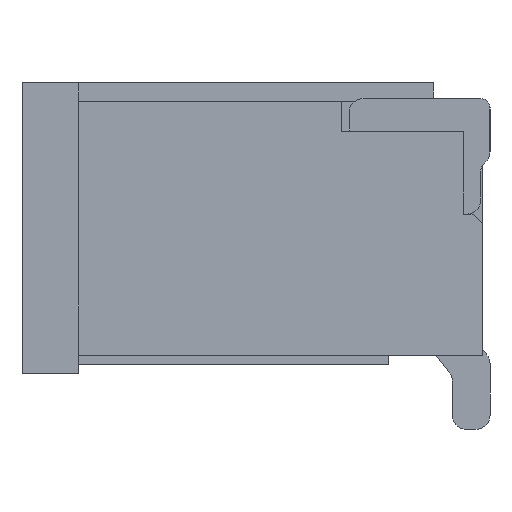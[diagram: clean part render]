
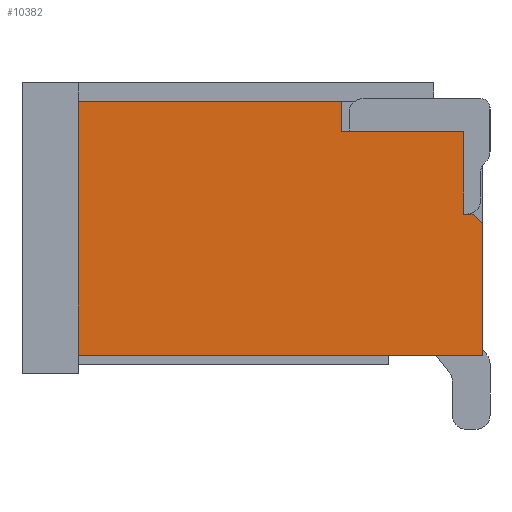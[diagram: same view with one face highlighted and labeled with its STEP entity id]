
A CAD part, left-side view. The second image highlights one B-rep face of the part: STEP entity #10382.
In plain terms, the highlighted planar face has unit normal (-1, 0, 0).
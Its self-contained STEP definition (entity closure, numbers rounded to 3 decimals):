
#213=DIRECTION('',(0.,0.,1.));
#214=VECTOR('',#213,2.7);
#215=CARTESIAN_POINT('',(-4.,2.15,-1.4));
#216=LINE('',#215,#214);
#417=DIRECTION('',(0.,-1.,0.));
#418=VECTOR('',#417,4.3);
#419=CARTESIAN_POINT('',(-4.,2.15,-1.4));
#420=LINE('',#419,#418);
#2895=DIRECTION('',(0.,1.,0.));
#2896=VECTOR('',#2895,2.8);
#2897=CARTESIAN_POINT('',(-4.,-0.65,1.3));
#2898=LINE('',#2897,#2896);
#3001=DIRECTION('',(0.,0.,-1.));
#3002=VECTOR('',#3001,1.4);
#3003=CARTESIAN_POINT('',(-4.,-2.15,0.));
#3004=LINE('',#3003,#3002);
#3029=DIRECTION('',(0.,-0.707,-0.707));
#3030=VECTOR('',#3029,0.141);
#3031=CARTESIAN_POINT('',(-4.,-2.05,0.1));
#3032=LINE('',#3031,#3030);
#3041=DIRECTION('',(0.,1.,0.));
#3042=VECTOR('',#3041,1.3);
#3043=CARTESIAN_POINT('',(-4.,-1.95,0.98));
#3044=LINE('',#3043,#3042);
#3126=DIRECTION('',(0.,0.,-1.));
#3127=VECTOR('',#3126,0.32);
#3128=CARTESIAN_POINT('',(-4.,-0.65,1.3));
#3129=LINE('',#3128,#3127);
#3269=DIRECTION('',(0.,1.,0.));
#3270=VECTOR('',#3269,0.1);
#3271=CARTESIAN_POINT('',(-4.,-2.05,0.1));
#3272=LINE('',#3271,#3270);
#3289=DIRECTION('',(0.,0.,-1.));
#3290=VECTOR('',#3289,0.88);
#3291=CARTESIAN_POINT('',(-4.,-1.95,0.98));
#3292=LINE('',#3291,#3290);
#5467=CARTESIAN_POINT('',(-4.,-1.95,0.98));
#5468=CARTESIAN_POINT('',(-4.,-0.65,0.98));
#5469=VERTEX_POINT('',#5467);
#5470=VERTEX_POINT('',#5468);
#5471=CARTESIAN_POINT('',(-4.,-0.65,1.3));
#5472=VERTEX_POINT('',#5471);
#5473=CARTESIAN_POINT('',(-4.,2.15,1.3));
#5474=VERTEX_POINT('',#5473);
#5475=CARTESIAN_POINT('',(-4.,2.15,-1.4));
#5476=VERTEX_POINT('',#5475);
#5477=CARTESIAN_POINT('',(-4.,-2.15,-1.4));
#5478=VERTEX_POINT('',#5477);
#5479=CARTESIAN_POINT('',(-4.,-2.15,0.));
#5480=VERTEX_POINT('',#5479);
#5481=CARTESIAN_POINT('',(-4.,-2.05,0.1));
#5482=VERTEX_POINT('',#5481);
#5483=CARTESIAN_POINT('',(-4.,-1.95,0.1));
#5484=VERTEX_POINT('',#5483);
#10361=CARTESIAN_POINT('',(-4.,0.,-0.05));
#10362=DIRECTION('',(1.,0.,0.));
#10363=DIRECTION('',(0.,0.,-1.));
#10364=AXIS2_PLACEMENT_3D('',#10361,#10362,#10363);
#10365=PLANE('',#10364);
#10367=ORIENTED_EDGE('',*,*,#10366,.F.);
#10369=ORIENTED_EDGE('',*,*,#10368,.T.);
#10371=ORIENTED_EDGE('',*,*,#10370,.F.);
#10373=ORIENTED_EDGE('',*,*,#10372,.T.);
#10374=ORIENTED_EDGE('',*,*,#10337,.T.);
#10375=ORIENTED_EDGE('',*,*,#6900,.F.);
#10376=ORIENTED_EDGE('',*,*,#6599,.T.);
#10377=ORIENTED_EDGE('',*,*,#10201,.F.);
#10379=ORIENTED_EDGE('',*,*,#10378,.T.);
#10380=EDGE_LOOP('',(#10367,#10369,#10371,#10373,#10374,#10375,#10376,#10377,
#10379));
#10381=FACE_OUTER_BOUND('',#10380,.F.);
#10382=ADVANCED_FACE('',(#10381),#10365,.F.);
#6599=EDGE_CURVE('',#5476,#5474,#216,.T.);
#6900=EDGE_CURVE('',#5476,#5478,#420,.T.);
#10201=EDGE_CURVE('',#5472,#5474,#2898,.T.);
#10337=EDGE_CURVE('',#5480,#5478,#3004,.T.);
#10366=EDGE_CURVE('',#5469,#5470,#3044,.T.);
#10368=EDGE_CURVE('',#5469,#5484,#3292,.T.);
#10370=EDGE_CURVE('',#5482,#5484,#3272,.T.);
#10372=EDGE_CURVE('',#5482,#5480,#3032,.T.);
#10378=EDGE_CURVE('',#5472,#5470,#3129,.T.);
